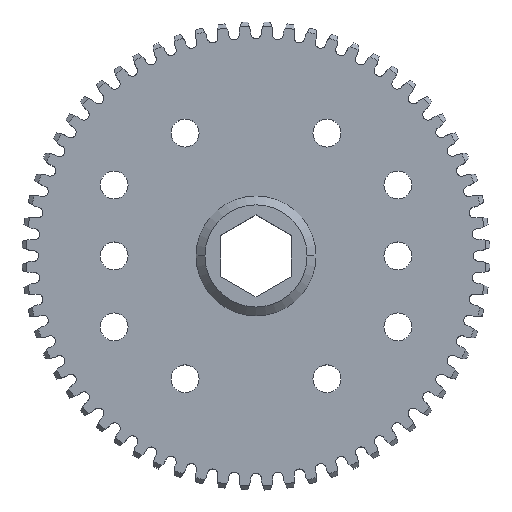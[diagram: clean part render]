
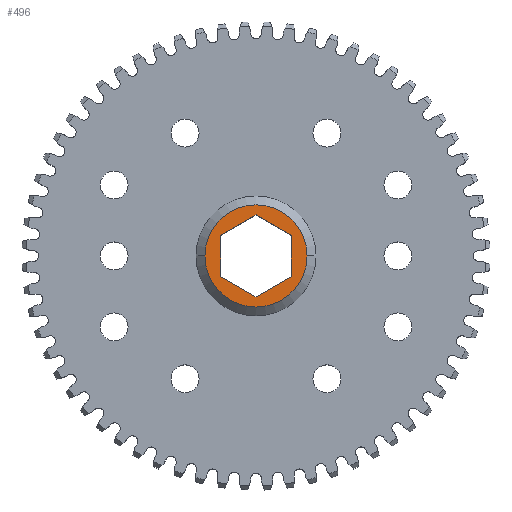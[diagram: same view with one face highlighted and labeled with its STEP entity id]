
A CAD part, top view. The second image highlights one B-rep face of the part: STEP entity #496.
In plain terms, the highlighted planar face has unit normal (0, 0, 1).
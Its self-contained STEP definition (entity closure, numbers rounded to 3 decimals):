
#113 = DIRECTION ( 'NONE',  ( 0., 0., -1. ) ) ;
#212 = ORIENTED_EDGE ( 'NONE', *, *, #9394, .F. ) ;
#496 = ADVANCED_FACE ( 'NONE', ( #28134, #941 ), #22983, .T. ) ;
#662 = ORIENTED_EDGE ( 'NONE', *, *, #24784, .F. ) ;
#941 = FACE_OUTER_BOUND ( 'NONE', #7373, .T. ) ;
#990 = LINE ( 'NONE', #20297, #27791 ) ;
#1775 = VERTEX_POINT ( 'NONE', #14231 ) ;
#3144 = VERTEX_POINT ( 'NONE', #16843 ) ;
#3274 = CARTESIAN_POINT ( 'NONE',  ( 0., 0., 6.35 ) ) ;
#3740 = DIRECTION ( 'NONE',  ( 0.866, 0.5, 0. ) ) ;
#3857 = CARTESIAN_POINT ( 'NONE',  ( -6.35, 3.666, 6.35 ) ) ;
#4689 = VECTOR ( 'NONE', #15048, 1000. ) ;
#4781 = AXIS2_PLACEMENT_3D ( 'NONE', #15108, #27982, #30386 ) ;
#5475 = CARTESIAN_POINT ( 'NONE',  ( -6.35, -3.666, 6.35 ) ) ;
#5716 = DIRECTION ( 'NONE',  ( -0.866, 0.5, 0. ) ) ;
#5844 = CARTESIAN_POINT ( 'NONE',  ( -9.144, 0., 6.35 ) ) ;
#5893 = DIRECTION ( 'NONE',  ( 1., 0., 0. ) ) ;
#6094 = AXIS2_PLACEMENT_3D ( 'NONE', #3274, #113, #27439 ) ;
#6300 = CARTESIAN_POINT ( 'NONE',  ( 6.35, 0., 6.35 ) ) ;
#6793 = CARTESIAN_POINT ( 'NONE',  ( 3.175, -5.499, 6.35 ) ) ;
#6978 = ORIENTED_EDGE ( 'NONE', *, *, #19204, .F. ) ;
#7373 = EDGE_LOOP ( 'NONE', ( #662, #20335 ) ) ;
#7905 = VERTEX_POINT ( 'NONE', #13691 ) ;
#7928 = LINE ( 'NONE', #19757, #4689 ) ;
#8450 = CARTESIAN_POINT ( 'NONE',  ( 0., -7.332, 6.35 ) ) ;
#8790 = DIRECTION ( 'NONE',  ( 0., 0., 1. ) ) ;
#9256 = VERTEX_POINT ( 'NONE', #3857 ) ;
#9394 = EDGE_CURVE ( 'NONE', #1775, #9256, #17753, .T. ) ;
#10222 = CIRCLE ( 'NONE', #6094, 9.144 ) ;
#10618 = DIRECTION ( 'NONE',  ( 0., -1., 0. ) ) ;
#12484 = AXIS2_PLACEMENT_3D ( 'NONE', #30693, #8790, #5893 ) ;
#13193 = EDGE_LOOP ( 'NONE', ( #23271, #23989, #212, #6978, #13268, #21133 ) ) ;
#13268 = ORIENTED_EDGE ( 'NONE', *, *, #17573, .F. ) ;
#13691 = CARTESIAN_POINT ( 'NONE',  ( 6.35, 3.666, 6.35 ) ) ;
#14162 = VERTEX_POINT ( 'NONE', #5844 ) ;
#14231 = CARTESIAN_POINT ( 'NONE',  ( 0., 7.332, 6.35 ) ) ;
#14826 = VERTEX_POINT ( 'NONE', #8450 ) ;
#15048 = DIRECTION ( 'NONE',  ( 0.866, -0.5, 0. ) ) ;
#15108 = CARTESIAN_POINT ( 'NONE',  ( 0., 0., 6.35 ) ) ;
#16135 = DIRECTION ( 'NONE',  ( 0., 1., 0. ) ) ;
#16293 = EDGE_CURVE ( 'NONE', #26038, #14826, #7928, .T. ) ;
#16843 = CARTESIAN_POINT ( 'NONE',  ( 9.144, 0., 6.35 ) ) ;
#17035 = VECTOR ( 'NONE', #16135, 1000. ) ;
#17551 = EDGE_CURVE ( 'NONE', #14826, #31027, #18899, .T. ) ;
#17573 = EDGE_CURVE ( 'NONE', #31027, #7905, #26285, .T. ) ;
#17753 = LINE ( 'NONE', #19871, #30664 ) ;
#17798 = EDGE_CURVE ( 'NONE', #9256, #26038, #990, .T. ) ;
#18899 = LINE ( 'NONE', #6793, #30355 ) ;
#19204 = EDGE_CURVE ( 'NONE', #7905, #1775, #28113, .T. ) ;
#19757 = CARTESIAN_POINT ( 'NONE',  ( -3.175, -5.499, 6.35 ) ) ;
#19871 = CARTESIAN_POINT ( 'NONE',  ( -3.175, 5.499, 6.35 ) ) ;
#20297 = CARTESIAN_POINT ( 'NONE',  ( -6.35, 0., 6.35 ) ) ;
#20335 = ORIENTED_EDGE ( 'NONE', *, *, #23284, .F. ) ;
#21133 = ORIENTED_EDGE ( 'NONE', *, *, #17551, .F. ) ;
#22983 = PLANE ( 'NONE',  #12484 ) ;
#23271 = ORIENTED_EDGE ( 'NONE', *, *, #16293, .F. ) ;
#23284 = EDGE_CURVE ( 'NONE', #3144, #14162, #25333, .T. ) ;
#23305 = CARTESIAN_POINT ( 'NONE',  ( 6.35, -3.666, 6.35 ) ) ;
#23989 = ORIENTED_EDGE ( 'NONE', *, *, #17798, .F. ) ;
#24784 = EDGE_CURVE ( 'NONE', #14162, #3144, #10222, .T. ) ;
#25333 = CIRCLE ( 'NONE', #4781, 9.144 ) ;
#26038 = VERTEX_POINT ( 'NONE', #5475 ) ;
#26285 = LINE ( 'NONE', #6300, #17035 ) ;
#27353 = VECTOR ( 'NONE', #5716, 1000. ) ;
#27439 = DIRECTION ( 'NONE',  ( -1., 0., 0. ) ) ;
#27791 = VECTOR ( 'NONE', #10618, 1000. ) ;
#27982 = DIRECTION ( 'NONE',  ( 0., 0., -1. ) ) ;
#28113 = LINE ( 'NONE', #30674, #27353 ) ;
#28134 = FACE_BOUND ( 'NONE', #13193, .T. ) ;
#30355 = VECTOR ( 'NONE', #3740, 1000. ) ;
#30386 = DIRECTION ( 'NONE',  ( -1., 0., 0. ) ) ;
#30664 = VECTOR ( 'NONE', #31764, 1000. ) ;
#30674 = CARTESIAN_POINT ( 'NONE',  ( 3.175, 5.499, 6.35 ) ) ;
#30693 = CARTESIAN_POINT ( 'NONE',  ( 0., 0., 6.35 ) ) ;
#31027 = VERTEX_POINT ( 'NONE', #23305 ) ;
#31764 = DIRECTION ( 'NONE',  ( -0.866, -0.5, 0. ) ) ;
